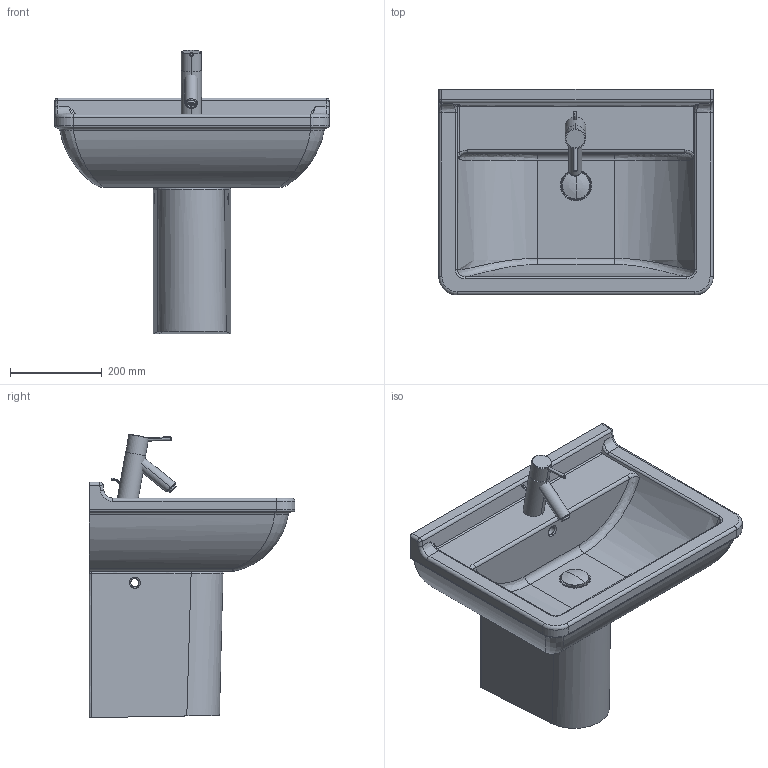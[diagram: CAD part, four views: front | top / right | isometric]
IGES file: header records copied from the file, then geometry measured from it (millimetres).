
Global section: file name: No Iges File Name specified; native system: AutoDesk Inventor R11.0; preprocessor: AutoDesk Inventor Iges Exporter R11.0; author: No Author specified; organization: No Organization specified; date: 20070712.062228; units: millimetre
Bounding box: 600 x 450 x 619.4 mm (x, y, z)
Volume: 19450509.9 mm3; surface area: 1624803 mm2
Topology: 9 solids, 9 shells, 241 faces, 579 edges, 346 vertices
Faces by surface type: cylinder 63, plane 61, bspline 41, revolution 37, torus 28, sphere 9, cone 2
